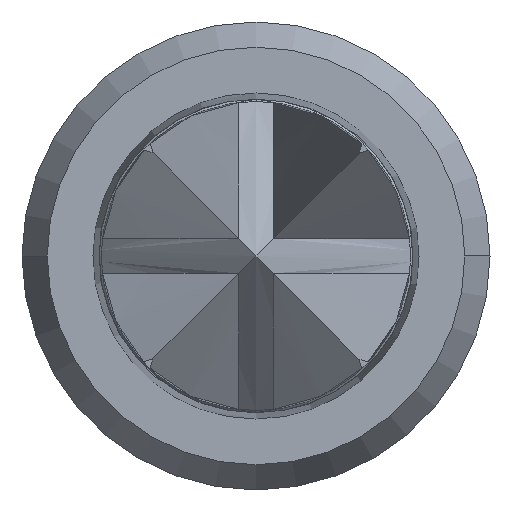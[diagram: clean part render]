
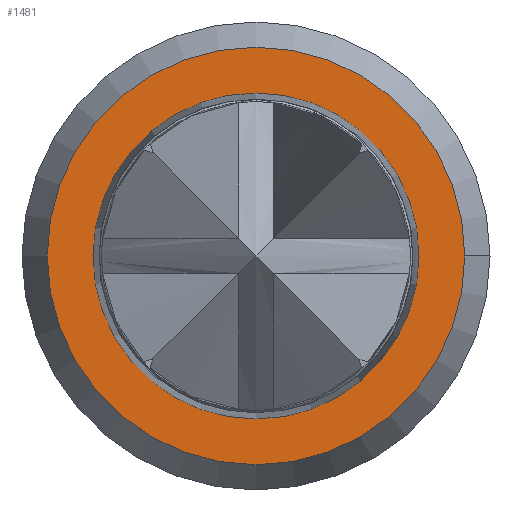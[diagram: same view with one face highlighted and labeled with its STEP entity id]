
A CAD part, left-side view. The second image highlights one B-rep face of the part: STEP entity #1481.
In plain terms, the highlighted planar face has unit normal (-1, 0, 0).
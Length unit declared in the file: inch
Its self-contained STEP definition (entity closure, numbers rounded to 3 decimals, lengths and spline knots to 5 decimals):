
#39 = CIRCLE ( 'NONE', #1140, 0.024 ) ;
#44 = CIRCLE ( 'NONE', #480, 0.01874 ) ;
#90 = EDGE_CURVE ( 'NONE', #752, #860, #39, .T. ) ;
#106 = FACE_BOUND ( 'NONE', #1546, .T. ) ;
#201 = VERTEX_POINT ( 'NONE', #379 ) ;
#221 = EDGE_CURVE ( 'NONE', #201, #1028, #611, .T. ) ;
#233 = FACE_OUTER_BOUND ( 'NONE', #1144, .T. ) ;
#261 = AXIS2_PLACEMENT_3D ( 'NONE', #1342, #1344, #1346 ) ;
#317 = CARTESIAN_POINT ( 'NONE',  ( 0., 0., 0. ) ) ;
#319 = DIRECTION ( 'NONE',  ( 1., 0., 0. ) ) ;
#322 = DIRECTION ( 'NONE',  ( 0., 1., 0. ) ) ;
#333 = ORIENTED_EDGE ( 'NONE', *, *, #90, .F. ) ;
#379 = CARTESIAN_POINT ( 'NONE',  ( 0., 0.00002, -0.01874 ) ) ;
#402 = EDGE_CURVE ( 'NONE', #860, #752, #549, .T. ) ;
#442 = CARTESIAN_POINT ( 'NONE',  ( 0., 0., 0. ) ) ;
#445 = DIRECTION ( 'NONE',  ( -1., 0., 0. ) ) ;
#447 = DIRECTION ( 'NONE',  ( 0., -1., 0. ) ) ;
#480 = AXIS2_PLACEMENT_3D ( 'NONE', #1078, #1079, #1082 ) ;
#549 = CIRCLE ( 'NONE', #908, 0.024 ) ;
#611 = CIRCLE ( 'NONE', #1048, 0.01874 ) ;
#612 = CARTESIAN_POINT ( 'NONE',  ( 0., 0., 0. ) ) ;
#614 = DIRECTION ( 'NONE',  ( 1., 0., 0. ) ) ;
#617 = DIRECTION ( 'NONE',  ( 0., 1., 0. ) ) ;
#752 = VERTEX_POINT ( 'NONE', #1316 ) ;
#775 = CARTESIAN_POINT ( 'NONE',  ( 0., 0.024, 0. ) ) ;
#860 = VERTEX_POINT ( 'NONE', #775 ) ;
#908 = AXIS2_PLACEMENT_3D ( 'NONE', #612, #614, #617 ) ;
#965 = CARTESIAN_POINT ( 'NONE',  ( 0., -0.00002, 0.01874 ) ) ;
#970 = ORIENTED_EDGE ( 'NONE', *, *, #1337, .F. ) ;
#1028 = VERTEX_POINT ( 'NONE', #965 ) ;
#1048 = AXIS2_PLACEMENT_3D ( 'NONE', #442, #445, #447 ) ;
#1078 = CARTESIAN_POINT ( 'NONE',  ( 0., 0., 0. ) ) ;
#1079 = DIRECTION ( 'NONE',  ( -1., 0., 0. ) ) ;
#1082 = DIRECTION ( 'NONE',  ( 0., -1., 0. ) ) ;
#1140 = AXIS2_PLACEMENT_3D ( 'NONE', #317, #319, #322 ) ;
#1144 = EDGE_LOOP ( 'NONE', ( #1486, #333 ) ) ;
#1316 = CARTESIAN_POINT ( 'NONE',  ( 0., -0.024, 0. ) ) ;
#1323 = PLANE ( 'NONE',  #261 ) ;
#1337 = EDGE_CURVE ( 'NONE', #1028, #201, #44, .T. ) ;
#1342 = CARTESIAN_POINT ( 'NONE',  ( 0., 0.024, 0. ) ) ;
#1344 = DIRECTION ( 'NONE',  ( -1., 0., 0. ) ) ;
#1346 = DIRECTION ( 'NONE',  ( 0., -1., 0. ) ) ;
#1481 = ADVANCED_FACE ( 'NONE', ( #106, #233 ), #1323, .T. ) ;
#1486 = ORIENTED_EDGE ( 'NONE', *, *, #402, .F. ) ;
#1540 = ORIENTED_EDGE ( 'NONE', *, *, #221, .F. ) ;
#1546 = EDGE_LOOP ( 'NONE', ( #1540, #970 ) ) ;
